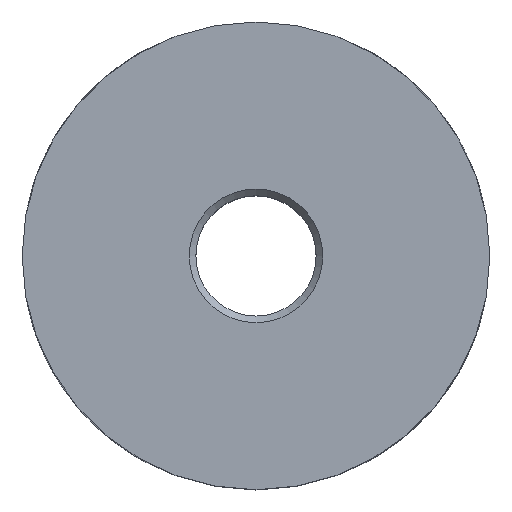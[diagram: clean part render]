
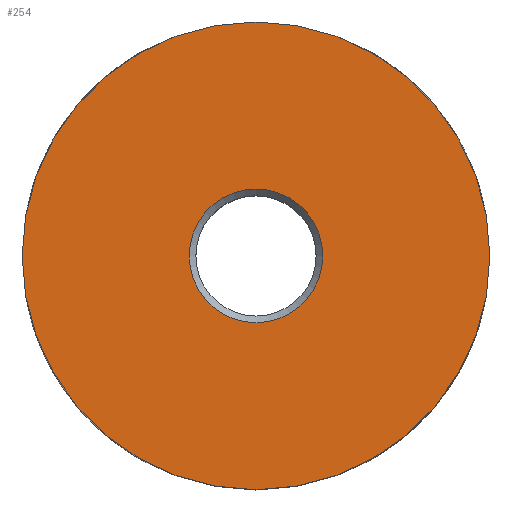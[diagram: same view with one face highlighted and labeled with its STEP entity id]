
A CAD part, top view. The second image highlights one B-rep face of the part: STEP entity #254.
In plain terms, the highlighted planar face has unit normal (0, 0, 1).
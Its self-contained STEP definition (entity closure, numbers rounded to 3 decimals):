
#66 = CONICAL_SURFACE('',#67,4.5,0.785);
#67 = AXIS2_PLACEMENT_3D('',#68,#69,#70);
#68 = CARTESIAN_POINT('',(0.,0.,11.5));
#69 = DIRECTION('',(0.,0.,1.));
#70 = DIRECTION('',(1.,0.,0.));
#169 = VERTEX_POINT('',#170);
#170 = CARTESIAN_POINT('',(5.,0.,12.));
#191 = EDGE_CURVE('',#169,#169,#192,.T.);
#192 = SURFACE_CURVE('',#193,(#198,#205),.PCURVE_S1.);
#193 = CIRCLE('',#194,5.);
#194 = AXIS2_PLACEMENT_3D('',#195,#196,#197);
#195 = CARTESIAN_POINT('',(0.,0.,12.));
#196 = DIRECTION('',(0.,0.,1.));
#197 = DIRECTION('',(1.,0.,0.));
#198 = PCURVE('',#66,#199);
#199 = DEFINITIONAL_REPRESENTATION('',(#200),#204);
#200 = LINE('',#201,#202);
#201 = CARTESIAN_POINT('',(-0.,0.5));
#202 = VECTOR('',#203,1.);
#203 = DIRECTION('',(1.,-0.));
#204 = ( GEOMETRIC_REPRESENTATION_CONTEXT(2) 
PARAMETRIC_REPRESENTATION_CONTEXT() REPRESENTATION_CONTEXT('2D SPACE',''
  ) );
#205 = PCURVE('',#206,#211);
#206 = PLANE('',#207);
#207 = AXIS2_PLACEMENT_3D('',#208,#209,#210);
#208 = CARTESIAN_POINT('',(0.,0.,12.));
#209 = DIRECTION('',(0.,0.,1.));
#210 = DIRECTION('',(1.,0.,0.));
#211 = DEFINITIONAL_REPRESENTATION('',(#212),#216);
#212 = CIRCLE('',#213,5.);
#213 = AXIS2_PLACEMENT_2D('',#214,#215);
#214 = CARTESIAN_POINT('',(0.,0.));
#215 = DIRECTION('',(1.,0.));
#216 = ( GEOMETRIC_REPRESENTATION_CONTEXT(2) 
PARAMETRIC_REPRESENTATION_CONTEXT() REPRESENTATION_CONTEXT('2D SPACE',''
  ) );
#243 = CYLINDRICAL_SURFACE('',#244,17.5);
#244 = AXIS2_PLACEMENT_3D('',#245,#246,#247);
#245 = CARTESIAN_POINT('',(0.,0.,12.));
#246 = DIRECTION('',(0.,0.,1.));
#247 = DIRECTION('',(1.,0.,0.));
#254 = ADVANCED_FACE('',(#255,#258),#206,.T.);
#255 = FACE_BOUND('',#256,.T.);
#256 = EDGE_LOOP('',(#257));
#257 = ORIENTED_EDGE('',*,*,#191,.F.);
#258 = FACE_BOUND('',#259,.T.);
#259 = EDGE_LOOP('',(#260));
#260 = ORIENTED_EDGE('',*,*,#261,.T.);
#261 = EDGE_CURVE('',#262,#262,#264,.T.);
#262 = VERTEX_POINT('',#263);
#263 = CARTESIAN_POINT('',(17.5,0.,12.));
#264 = SURFACE_CURVE('',#265,(#270,#277),.PCURVE_S1.);
#265 = CIRCLE('',#266,17.5);
#266 = AXIS2_PLACEMENT_3D('',#267,#268,#269);
#267 = CARTESIAN_POINT('',(0.,0.,12.));
#268 = DIRECTION('',(0.,0.,1.));
#269 = DIRECTION('',(1.,0.,0.));
#270 = PCURVE('',#206,#271);
#271 = DEFINITIONAL_REPRESENTATION('',(#272),#276);
#272 = CIRCLE('',#273,17.5);
#273 = AXIS2_PLACEMENT_2D('',#274,#275);
#274 = CARTESIAN_POINT('',(0.,0.));
#275 = DIRECTION('',(1.,0.));
#276 = ( GEOMETRIC_REPRESENTATION_CONTEXT(2) 
PARAMETRIC_REPRESENTATION_CONTEXT() REPRESENTATION_CONTEXT('2D SPACE',''
  ) );
#277 = PCURVE('',#243,#278);
#278 = DEFINITIONAL_REPRESENTATION('',(#279),#283);
#279 = LINE('',#280,#281);
#280 = CARTESIAN_POINT('',(0.,0.));
#281 = VECTOR('',#282,1.);
#282 = DIRECTION('',(1.,0.));
#283 = ( GEOMETRIC_REPRESENTATION_CONTEXT(2) 
PARAMETRIC_REPRESENTATION_CONTEXT() REPRESENTATION_CONTEXT('2D SPACE',''
  ) );
